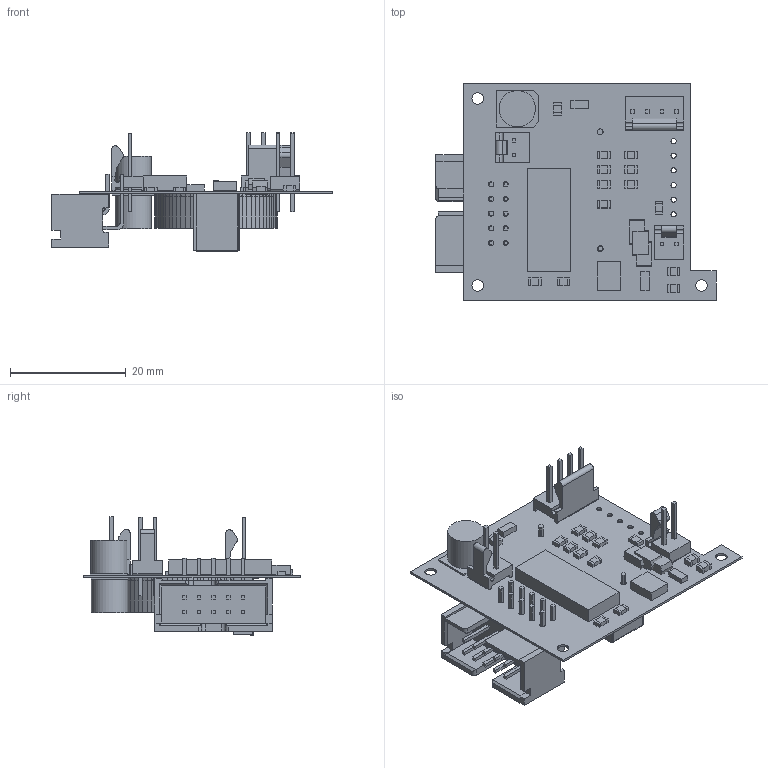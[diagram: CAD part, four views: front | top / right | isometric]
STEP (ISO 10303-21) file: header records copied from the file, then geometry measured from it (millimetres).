
FILE_DESCRIPTION(('Open CASCADE Model'),'2;1');
FILE_NAME('Open CASCADE Shape Model','2015-02-26T15:17:08',('Author'),( 'Open CASCADE'),'Open CASCADE STEP processor 6.2','Open CASCADE 6.2' ,'Unknown');
FILE_SCHEMA(('AUTOMOTIVE_DESIGN { 1 0 10303 214 1 1 1 1 }'));
Length unit declared in the file: millimetre
Products named in the file (83): PCB; Board; BT1; 926274624; Extruded; 926274496; 926274752; 926274368; 926274240; 926274112; 926273984; 926273856; 926273728; 926273472; C1; 926276672; 926276928; C2; C3; 926275520; 926274880; C4; C5; 913535272; Cylinder; 926277568; C6; 913535872; D1; PCB2; P1; c-640456-2-aa-3d; P3; c-5103310-1-b-3d; P4; c-640456-4-aa-3d; P5; R1; 926276160; 926276288 ...
Assembly tree (120 placements, depth 4):
  PCB
    Board
    BT1
      926274624
        Extruded
      926274496
        Extruded
      926274752
        Extruded
      926274368
        Extruded
      926274240
        Extruded
      926274112
        Extruded
      926273984
        Extruded
      926273856
        Extruded
      926273728
        Extruded
      926273472
        Extruded
    C1
      926276672
        Extruded
      926276928  x2
        Extruded
    C2
      926276672
        Extruded
      926276928  x2
        Extruded
    C3
      926275520
        Extruded
      926274880  x2
        Extruded
    C4
      926275520
        Extruded
      926274880  x2
        Extruded
    C5
      913535272
        Cylinder
      926277568
        Extruded
    C6
      913535872
        Cylinder
      926277568
        Extruded
    D1
      PCB2  x3
        Extruded
    P1
      c-640456-2-aa-3d
    P3
      c-5103310-1-b-3d
Bounding box: 48.52 x 37.47 x 20.54 mm (x, y, z)
Volume: 3176.3 mm3; surface area: 9354.9 mm2
Topology: 68 solids, 68 shells, 1117 faces, 2804 edges, 1856 vertices
Faces by surface type: plane 1034, cylinder 83
Full cylindrical faces by diameter (mm): 0.889 x10, 0.9 x6, 1 x2, 1.016 x8, 2 x3, 6.3 x2
Entity records: 56749 total; most frequent: CARTESIAN_POINT 10133, DIRECTION 8408, LINE 6123, VECTOR 6123, ORIENTED_EDGE 4432, PCURVE 4426, DEFINITIONAL_REPRESENTATION 4426, EDGE_CURVE 2213
